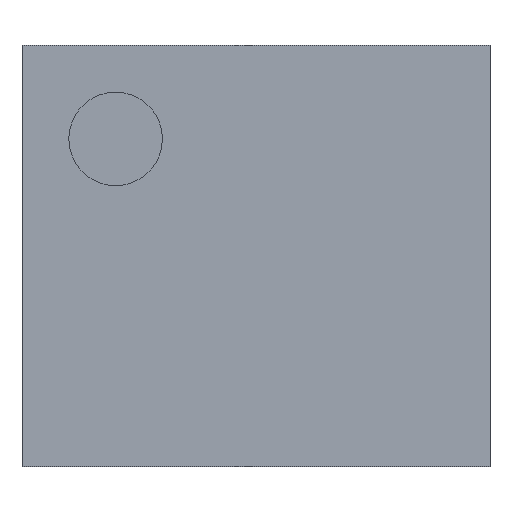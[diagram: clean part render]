
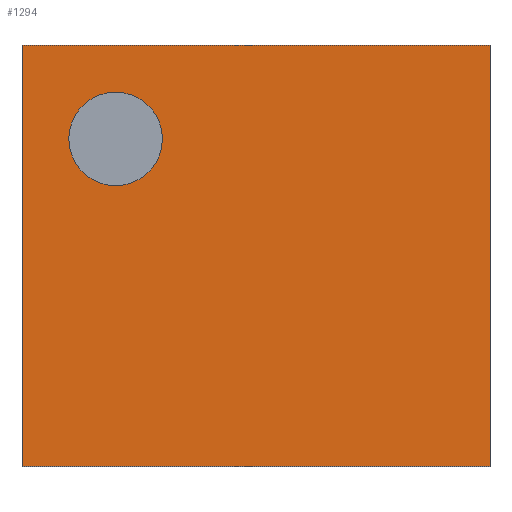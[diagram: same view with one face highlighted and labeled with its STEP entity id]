
A CAD part, top view. The second image highlights one B-rep face of the part: STEP entity #1294.
In plain terms, the highlighted planar face has unit normal (0, 0, 1).
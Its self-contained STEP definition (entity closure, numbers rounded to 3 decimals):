
#16=FACE_BOUND('',#187,.T.);
#18=CIRCLE('',#1348,0.2);
#111=FACE_OUTER_BOUND('',#186,.T.);
#186=EDGE_LOOP('',(#1143,#1144,#1145,#1146));
#187=EDGE_LOOP('',(#1147));
#341=LINE('',#2036,#509);
#349=LINE('',#2049,#517);
#353=LINE('',#2055,#521);
#355=LINE('',#2058,#523);
#509=VECTOR('',#1677,1.8);
#517=VECTOR('',#1687,1.8);
#521=VECTOR('',#1693,2.);
#523=VECTOR('',#1697,2.);
#581=VERTEX_POINT('',#1888);
#631=VERTEX_POINT('',#2033);
#632=VERTEX_POINT('',#2035);
#635=VERTEX_POINT('',#2046);
#636=VERTEX_POINT('',#2048);
#723=EDGE_CURVE('',#581,#581,#18,.T.);
#793=EDGE_CURVE('',#632,#631,#341,.T.);
#801=EDGE_CURVE('',#636,#635,#349,.T.);
#805=EDGE_CURVE('',#631,#636,#353,.T.);
#807=EDGE_CURVE('',#635,#632,#355,.T.);
#1143=ORIENTED_EDGE('',*,*,#807,.T.);
#1144=ORIENTED_EDGE('',*,*,#793,.T.);
#1145=ORIENTED_EDGE('',*,*,#805,.T.);
#1146=ORIENTED_EDGE('',*,*,#801,.T.);
#1147=ORIENTED_EDGE('',*,*,#723,.T.);
#1220=PLANE('',#1379);
#1294=ADVANCED_FACE('',(#111,#16),#1220,.T.);
#1348=AXIS2_PLACEMENT_3D('',#1889,#1554,#1555);
#1379=AXIS2_PLACEMENT_3D('',#2060,#1700,#1701);
#1554=DIRECTION('center_axis',(0.,0.,-1.));
#1555=DIRECTION('ref_axis',(0.,-1.,0.));
#1677=DIRECTION('',(0.,-1.,0.));
#1687=DIRECTION('',(0.,1.,0.));
#1693=DIRECTION('',(1.,0.,0.));
#1697=DIRECTION('',(-1.,0.,0.));
#1700=DIRECTION('center_axis',(0.,0.,1.));
#1701=DIRECTION('ref_axis',(0.,-1.,0.));
#1888=CARTESIAN_POINT('',(-0.6,0.3,0.6));
#1889=CARTESIAN_POINT('Origin',(-0.6,0.5,0.6));
#2033=CARTESIAN_POINT('',(-1.,-0.9,0.6));
#2035=CARTESIAN_POINT('',(-1.,0.9,0.6));
#2036=CARTESIAN_POINT('',(-1.,0.9,0.6));
#2046=CARTESIAN_POINT('',(1.,0.9,0.6));
#2048=CARTESIAN_POINT('',(1.,-0.9,0.6));
#2049=CARTESIAN_POINT('',(1.,-0.9,0.6));
#2055=CARTESIAN_POINT('',(-1.,-0.9,0.6));
#2058=CARTESIAN_POINT('',(1.,0.9,0.6));
#2060=CARTESIAN_POINT('Origin',(0.6,0.5,0.6));
